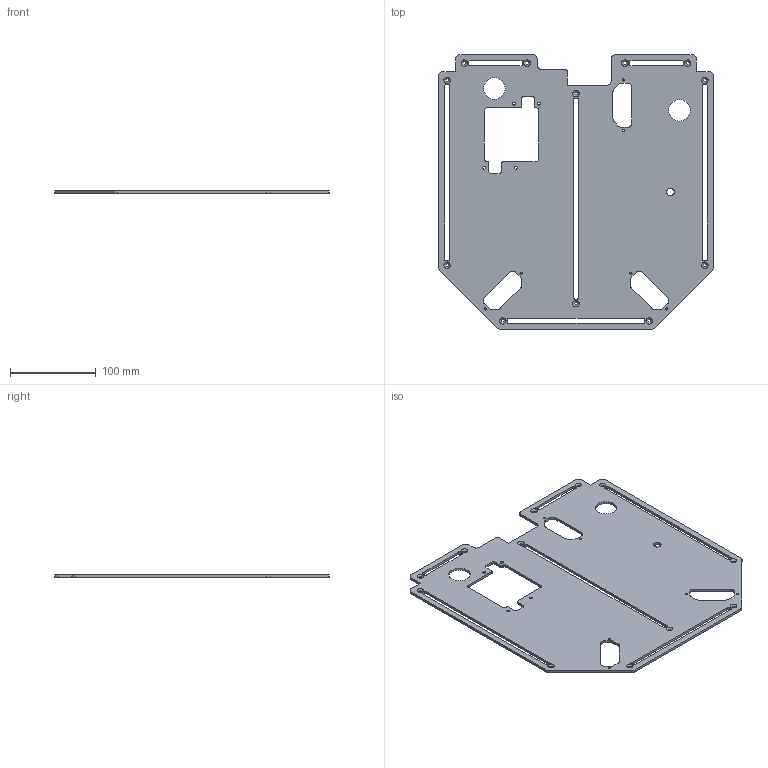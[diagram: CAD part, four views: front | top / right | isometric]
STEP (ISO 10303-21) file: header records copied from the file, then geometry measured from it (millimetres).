
FILE_DESCRIPTION(/* description */ (''),/* implementation_level */ '2;1');
FILE_NAME(/* name */ 'UniversalPack_chamberHeat.stp',/* time_stamp */ '2024-07-26T14:05:47+09:00',/* author */ (''),/* organization */ (''),/* preprocessor_version */ 'ST-DEVELOPER v19.3',/* originating_system */ 'SIEMENS PLM Software NX2212.3001',/* authorisation */ '');
FILE_SCHEMA (('AUTOMOTIVE_DESIGN { 1 0 10303 214 3 1 1 1 }'));
Length unit declared in the file: millimetre
Products named in the file (1): Full_no_ChamberHeater_SidePack_objects
Bounding box: 320 x 320 x 3 mm (x, y, z)
Volume: 239101.9 mm3; surface area: 172341 mm2
Topology: 1 solids, 1 shells, 176 faces, 512 edges, 338 vertices
Faces by surface type: cylinder 92, plane 72, cone 12
Full cylindrical faces by diameter (mm): 2.5 x6, 3.5 x16, 9 x1, 25 x2
Entity records: 5841 total; most frequent: DIRECTION 1023, CARTESIAN_POINT 986, ORIENTED_EDGE 946, EDGE_CURVE 473, AXIS2_PLACEMENT_3D 373, VERTEX_POINT 336, EDGE_LOOP 283, LINE 277
